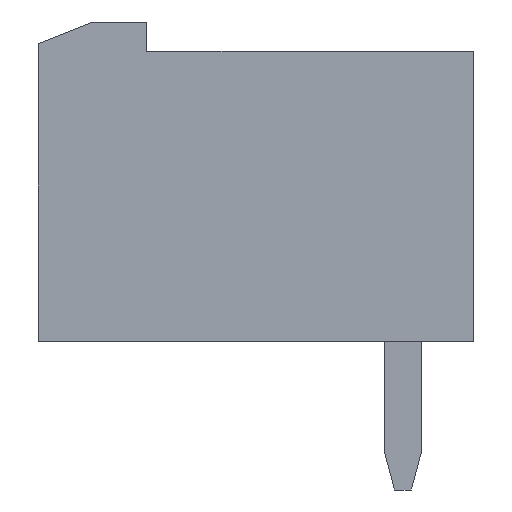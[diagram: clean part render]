
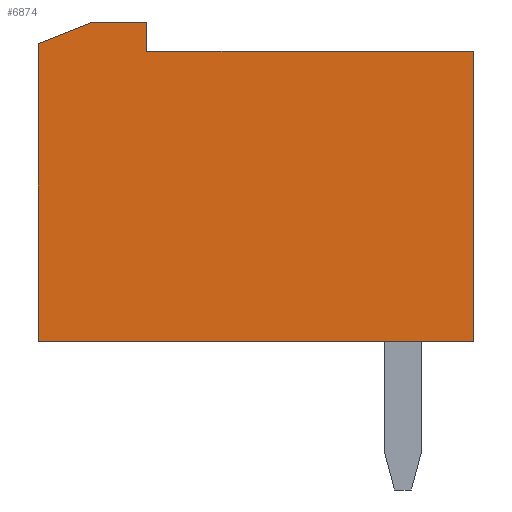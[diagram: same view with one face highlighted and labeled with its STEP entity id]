
A CAD part, left-side view. The second image highlights one B-rep face of the part: STEP entity #6874.
In plain terms, the highlighted planar face has unit normal (-1, 0, 0).
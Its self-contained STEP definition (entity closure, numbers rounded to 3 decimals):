
#10 = CARTESIAN_POINT ( 'NONE',  ( -0.5, 10.5, 0.8 ) ) ;
#187 = LINE ( 'NONE', #2227, #6082 ) ;
#416 = DIRECTION ( 'NONE',  ( 0., 0., 1. ) ) ;
#793 = DIRECTION ( 'NONE',  ( 0., 0.928, -0.371 ) ) ;
#1070 = CARTESIAN_POINT ( 'NONE',  ( -0.5, 0., 0. ) ) ;
#1128 = LINE ( 'NONE', #1070, #8929 ) ;
#1381 = DIRECTION ( 'NONE',  ( -1., 0., 0. ) ) ;
#1668 = EDGE_LOOP ( 'NONE', ( #5343, #1947, #8820, #1801, #9192, #6438, #6157 ) ) ;
#1801 = ORIENTED_EDGE ( 'NONE', *, *, #4157, .T. ) ;
#1947 = ORIENTED_EDGE ( 'NONE', *, *, #7981, .T. ) ;
#2182 = EDGE_CURVE ( 'NONE', #3264, #4944, #4539, .T. ) ;
#2219 = VECTOR ( 'NONE', #8945, 1000. ) ;
#2227 = CARTESIAN_POINT ( 'NONE',  ( -0.5, 12., -6.5 ) ) ;
#2314 = LINE ( 'NONE', #10, #5727 ) ;
#2330 = EDGE_CURVE ( 'NONE', #6227, #8021, #8821, .T. ) ;
#2447 = VECTOR ( 'NONE', #416, 1000. ) ;
#2824 = CARTESIAN_POINT ( 'NONE',  ( -0.5, 12., -8. ) ) ;
#2963 = EDGE_CURVE ( 'NONE', #5138, #6227, #6336, .T. ) ;
#3207 = VERTEX_POINT ( 'NONE', #4809 ) ;
#3264 = VERTEX_POINT ( 'NONE', #6390 ) ;
#3456 = CARTESIAN_POINT ( 'NONE',  ( -0.5, 9.01, 0.8 ) ) ;
#3649 = CARTESIAN_POINT ( 'NONE',  ( -0.5, 12., 0.2 ) ) ;
#3718 = LINE ( 'NONE', #2824, #5301 ) ;
#3977 = FACE_OUTER_BOUND ( 'NONE', #1668, .T. ) ;
#4157 = EDGE_CURVE ( 'NONE', #4944, #5138, #1128, .T. ) ;
#4539 = LINE ( 'NONE', #8963, #2447 ) ;
#4542 = EDGE_CURVE ( 'NONE', #8021, #6309, #2314, .T. ) ;
#4809 = CARTESIAN_POINT ( 'NONE',  ( -0.5, 12., -8. ) ) ;
#4895 = VECTOR ( 'NONE', #6833, 1000. ) ;
#4944 = VERTEX_POINT ( 'NONE', #6625 ) ;
#5138 = VERTEX_POINT ( 'NONE', #8235 ) ;
#5301 = VECTOR ( 'NONE', #9603, 1000. ) ;
#5343 = ORIENTED_EDGE ( 'NONE', *, *, #8760, .T. ) ;
#5727 = VECTOR ( 'NONE', #793, 1000. ) ;
#6024 = CARTESIAN_POINT ( 'NONE',  ( -0.5, 0., 0. ) ) ;
#6082 = VECTOR ( 'NONE', #6136, 1000. ) ;
#6136 = DIRECTION ( 'NONE',  ( 0., 0., -1. ) ) ;
#6157 = ORIENTED_EDGE ( 'NONE', *, *, #4542, .T. ) ;
#6227 = VERTEX_POINT ( 'NONE', #8774 ) ;
#6309 = VERTEX_POINT ( 'NONE', #3649 ) ;
#6336 = LINE ( 'NONE', #9669, #2219 ) ;
#6371 = AXIS2_PLACEMENT_3D ( 'NONE', #6024, #1381, #6760 ) ;
#6390 = CARTESIAN_POINT ( 'NONE',  ( -0.5, 0., -8. ) ) ;
#6438 = ORIENTED_EDGE ( 'NONE', *, *, #2330, .T. ) ;
#6625 = CARTESIAN_POINT ( 'NONE',  ( -0.5, 0., 0. ) ) ;
#6760 = DIRECTION ( 'NONE',  ( 0., 0., 1. ) ) ;
#6833 = DIRECTION ( 'NONE',  ( 0., 1., 0. ) ) ;
#6874 = ADVANCED_FACE ( 'NONE', ( #3977 ), #9605, .T. ) ;
#7458 = CARTESIAN_POINT ( 'NONE',  ( -0.5, 10.5, 0.8 ) ) ;
#7915 = DIRECTION ( 'NONE',  ( 0., 1., 0. ) ) ;
#7981 = EDGE_CURVE ( 'NONE', #3207, #3264, #3718, .T. ) ;
#8021 = VERTEX_POINT ( 'NONE', #7458 ) ;
#8235 = CARTESIAN_POINT ( 'NONE',  ( -0.5, 9.01, 0. ) ) ;
#8760 = EDGE_CURVE ( 'NONE', #6309, #3207, #187, .T. ) ;
#8774 = CARTESIAN_POINT ( 'NONE',  ( -0.5, 9.01, 0.8 ) ) ;
#8820 = ORIENTED_EDGE ( 'NONE', *, *, #2182, .T. ) ;
#8821 = LINE ( 'NONE', #3456, #4895 ) ;
#8929 = VECTOR ( 'NONE', #7915, 1000. ) ;
#8945 = DIRECTION ( 'NONE',  ( 0., 0., 1. ) ) ;
#8963 = CARTESIAN_POINT ( 'NONE',  ( -0.5, 0., -8. ) ) ;
#9192 = ORIENTED_EDGE ( 'NONE', *, *, #2963, .T. ) ;
#9603 = DIRECTION ( 'NONE',  ( 0., -1., 0. ) ) ;
#9605 = PLANE ( 'NONE',  #6371 ) ;
#9669 = CARTESIAN_POINT ( 'NONE',  ( -0.5, 9.01, 0. ) ) ;
